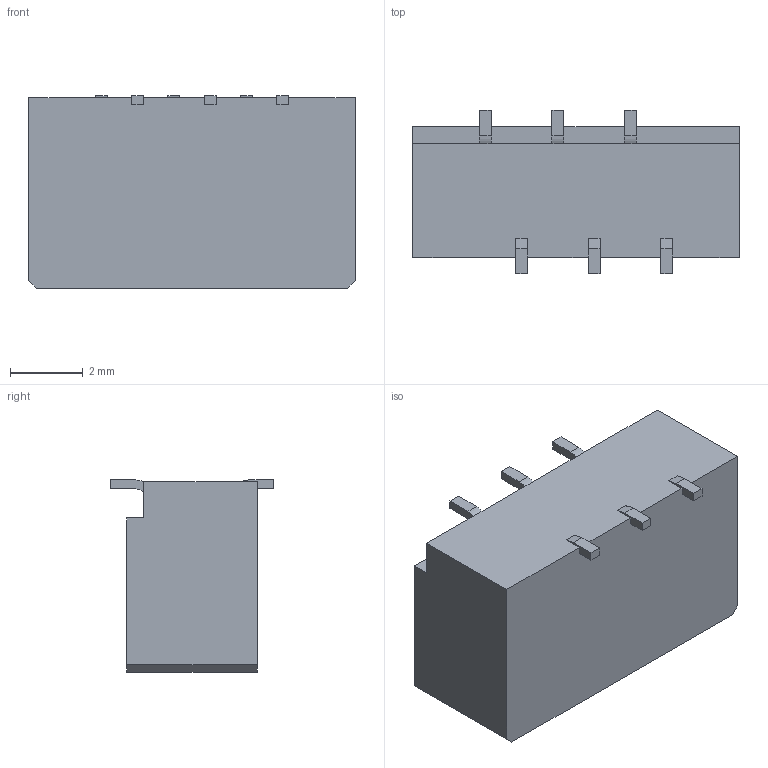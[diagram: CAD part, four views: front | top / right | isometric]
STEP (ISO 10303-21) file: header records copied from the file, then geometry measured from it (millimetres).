
FILE_DESCRIPTION(('STEP AP214'),'1');
FILE_NAME('hfw6s2ste1lf.stp','2014-08-15T13:52:18',('TraceParts'),('TraceParts S.A.'),'XStep 1.0',' ',' ');
FILE_SCHEMA(('automotive_design'));
Length unit declared in the file: millimetre
Products named in the file (1): IHFW6S-2STLF
Bounding box: 9 x 4.5 x 5.3 mm (x, y, z)
Volume: 149.4 mm3; surface area: 270.6 mm2
Topology: 1 solids, 5 shells, 106 faces, 261 edges, 172 vertices
Faces by surface type: plane 100, cylinder 6
Entity records: 3076 total; most frequent: CARTESIAN_POINT 540, ORIENTED_EDGE 522, DIRECTION 487, EDGE_CURVE 261, LINE 249, VECTOR 249, VERTEX_POINT 172, AXIS2_PLACEMENT_3D 119
